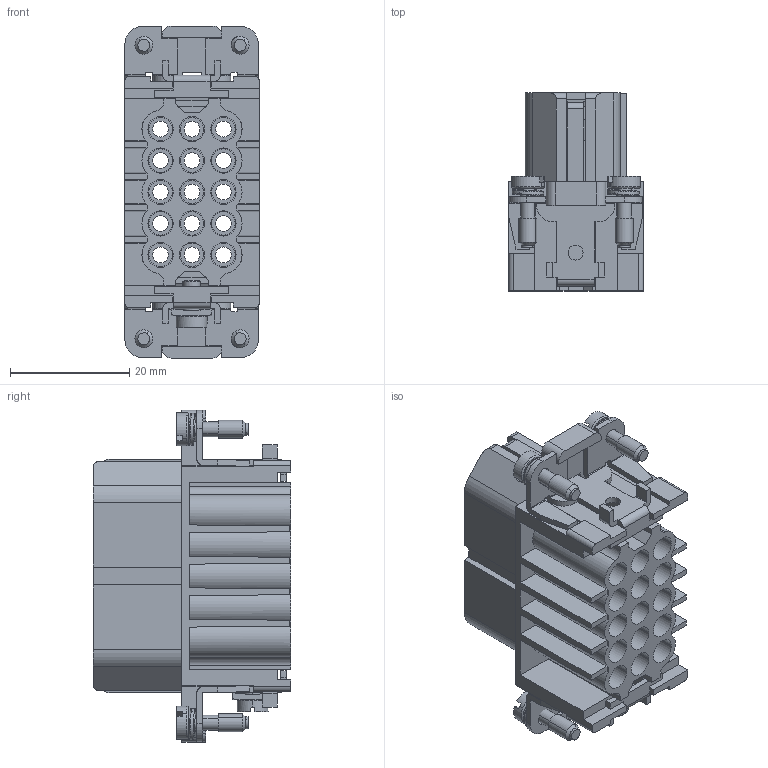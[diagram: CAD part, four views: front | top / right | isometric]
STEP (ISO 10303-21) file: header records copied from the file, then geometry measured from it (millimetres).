
FILE_DESCRIPTION (( 'STEP AP203' ), '1' );
FILE_NAME ('294203015.step', '2025-02-12T17:55:06', ( '' ), ( '' ), 'SwSTEP 2.0', 'SolidWorks 2024', '' );
FILE_SCHEMA (( 'CONFIG_CONTROL_DESIGN' ));
Length unit declared in the file: inch
Products named in the file (1): 294203015
Bounding box: 22.61 x 33.16 x 55.68 mm (x, y, z)
Volume: 15656.5 mm3; surface area: 16848.9 mm2
Topology: 13 solids, 13 shells, 855 faces, 2285 edges, 1514 vertices
Faces by surface type: plane 482, cylinder 322, bspline 29, cone 22
Entity records: 28535 total; most frequent: CARTESIAN_POINT 6985, ORIENTED_EDGE 4570, DIRECTION 4388, EDGE_CURVE 2285, VERTEX_POINT 1514, VECTOR 1466, LINE 1466, AXIS2_PLACEMENT_3D 1461
